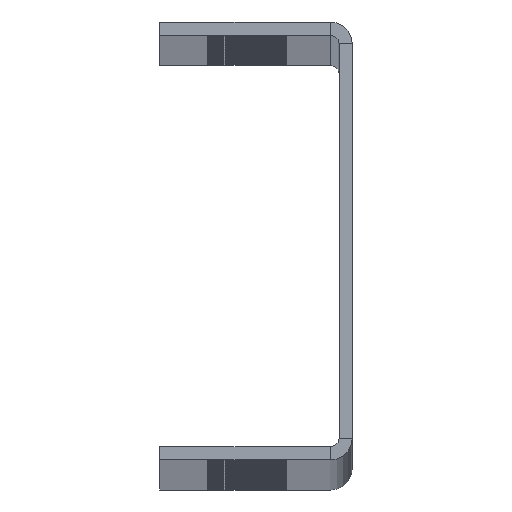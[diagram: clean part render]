
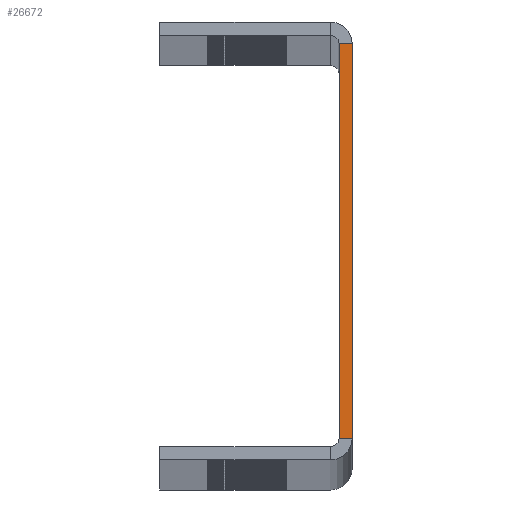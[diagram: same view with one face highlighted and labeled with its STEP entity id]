
A CAD part, top view. The second image highlights one B-rep face of the part: STEP entity #26672.
In plain terms, the highlighted planar face has unit normal (0, 0, 1).
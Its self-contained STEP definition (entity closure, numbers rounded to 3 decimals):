
#41 = CARTESIAN_POINT ( 'NONE',  ( 22., 0., 1964. ) ) ;
#2876 = CARTESIAN_POINT ( 'NONE',  ( 22., -47.5, 1964. ) ) ;
#4500 = DIRECTION ( 'NONE',  ( 1., 0., 0. ) ) ;
#5131 = VERTEX_POINT ( 'NONE', #2876 ) ;
#5780 = VECTOR ( 'NONE', #20798, 1000. ) ;
#6132 = EDGE_CURVE ( 'NONE', #76356, #57673, #78120, .T. ) ;
#13111 = AXIS2_PLACEMENT_3D ( 'NONE', #48216, #13314, #62325 ) ;
#13314 = DIRECTION ( 'NONE',  ( 0., 0., 1. ) ) ;
#16100 = LINE ( 'NONE', #30966, #71985 ) ;
#19805 = CARTESIAN_POINT ( 'NONE',  ( 20.5, -47.5, 1964. ) ) ;
#20798 = DIRECTION ( 'NONE',  ( 0., -1., 0. ) ) ;
#20865 = CARTESIAN_POINT ( 'NONE',  ( 22., -2.5, 1964. ) ) ;
#22557 = EDGE_CURVE ( 'NONE', #89263, #5131, #24351, .T. ) ;
#24351 = LINE ( 'NONE', #41, #5780 ) ;
#26672 = ADVANCED_FACE ( 'NONE', ( #58767 ), #34161, .T. ) ;
#30966 = CARTESIAN_POINT ( 'NONE',  ( 22., -2.5, 1964. ) ) ;
#33450 = LINE ( 'NONE', #46410, #70678 ) ;
#34161 = PLANE ( 'NONE',  #13111 ) ;
#36978 = EDGE_CURVE ( 'NONE', #57673, #5131, #33450, .T. ) ;
#37992 = DIRECTION ( 'NONE',  ( -1., 0., 0. ) ) ;
#38619 = VECTOR ( 'NONE', #45827, 1000. ) ;
#43482 = ORIENTED_EDGE ( 'NONE', *, *, #22557, .F. ) ;
#45827 = DIRECTION ( 'NONE',  ( 0., -1., 0. ) ) ;
#46410 = CARTESIAN_POINT ( 'NONE',  ( 20.5, -47.5, 1964. ) ) ;
#46419 = ORIENTED_EDGE ( 'NONE', *, *, #36978, .T. ) ;
#48216 = CARTESIAN_POINT ( 'NONE',  ( 20.5, -25., 1964. ) ) ;
#48896 = ORIENTED_EDGE ( 'NONE', *, *, #74115, .T. ) ;
#57673 = VERTEX_POINT ( 'NONE', #19805 ) ;
#58767 = FACE_OUTER_BOUND ( 'NONE', #88407, .T. ) ;
#59633 = CARTESIAN_POINT ( 'NONE',  ( 20.5, 0., 1964. ) ) ;
#62325 = DIRECTION ( 'NONE',  ( 0., -1., 0. ) ) ;
#70678 = VECTOR ( 'NONE', #4500, 1000. ) ;
#71985 = VECTOR ( 'NONE', #37992, 1000. ) ;
#74115 = EDGE_CURVE ( 'NONE', #89263, #76356, #16100, .T. ) ;
#76356 = VERTEX_POINT ( 'NONE', #85125 ) ;
#78120 = LINE ( 'NONE', #59633, #38619 ) ;
#79690 = ORIENTED_EDGE ( 'NONE', *, *, #6132, .T. ) ;
#85125 = CARTESIAN_POINT ( 'NONE',  ( 20.5, -2.5, 1964. ) ) ;
#88407 = EDGE_LOOP ( 'NONE', ( #48896, #79690, #46419, #43482 ) ) ;
#89263 = VERTEX_POINT ( 'NONE', #20865 ) ;
